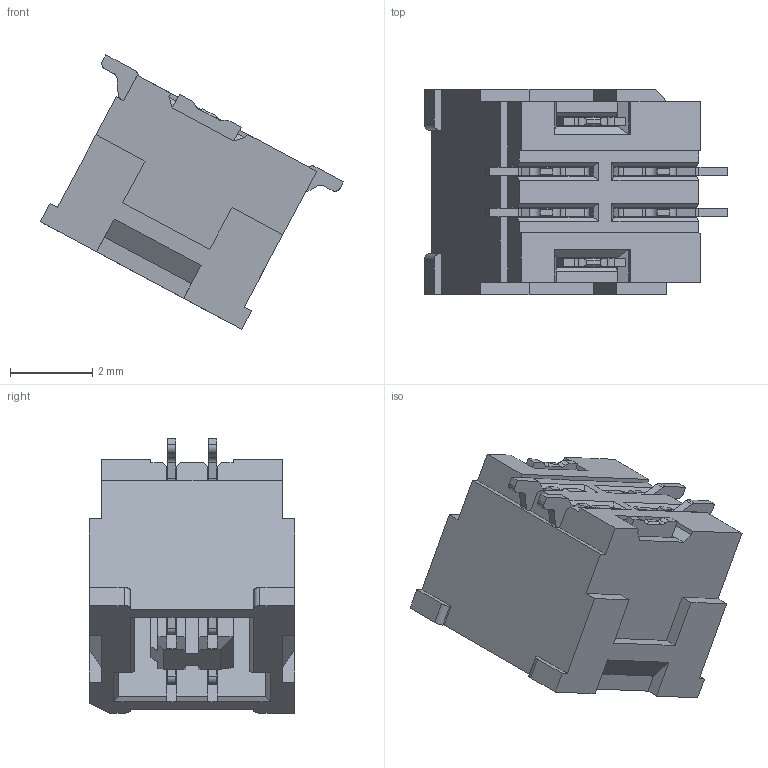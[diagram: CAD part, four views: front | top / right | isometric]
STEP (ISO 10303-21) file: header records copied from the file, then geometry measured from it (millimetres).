
FILE_DESCRIPTION (( 'STEP AP214' ), '1' );
FILE_NAME ('FWF10014-D04S83NAM.STEP', '2025-11-26T08:44:00', ( '' ), ( '' ), 'SwSTEP 2.0', 'SolidWorks 2021', '' );
FILE_SCHEMA (( 'AUTOMOTIVE_DESIGN' ));
Length unit declared in the file: millimetre
Products named in the file (1): FWF10014-D04S83NAM
Bounding box: 7.38 x 5 x 6.68 mm (x, y, z)
Volume: 73.8 mm3; surface area: 296.7 mm2
Topology: 1 solids, 1 shells, 469 faces, 1460 edges, 955 vertices
Faces by surface type: plane 325, bspline 144
Entity records: 18544 total; most frequent: CARTESIAN_POINT 6693, ORIENTED_EDGE 2920, DIRECTION 1796, EDGE_CURVE 1460, VECTOR 1144, LINE 1144, VERTEX_POINT 955, EDGE_LOOP 479
